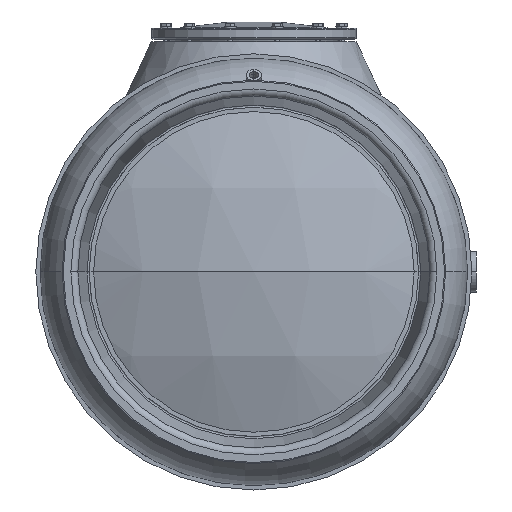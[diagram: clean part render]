
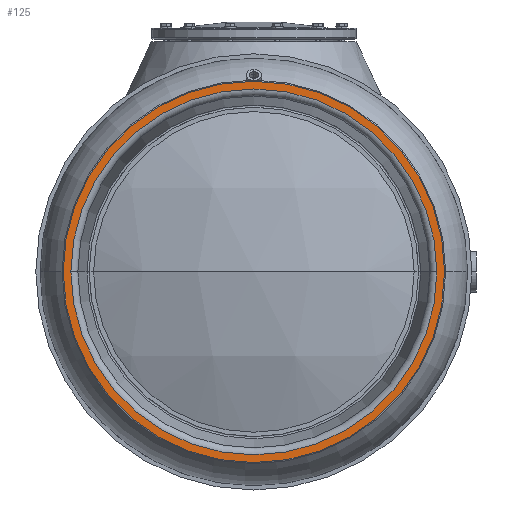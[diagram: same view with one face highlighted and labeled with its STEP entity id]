
A CAD part, front view. The second image highlights one B-rep face of the part: STEP entity #125.
In plain terms, the highlighted planar face has unit normal (0, -1, 0).
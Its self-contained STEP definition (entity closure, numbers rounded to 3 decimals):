
#125 = ADVANCED_FACE ( 'NONE', ( #5257, #20456 ), #14002, .F. ) ;
#188 = DIRECTION ( 'NONE',  ( 0., 1., 0. ) ) ;
#1366 = CARTESIAN_POINT ( 'NONE',  ( -348., 0., 0. ) ) ;
#2358 = DIRECTION ( 'NONE',  ( 0., -1., 0. ) ) ;
#2980 = AXIS2_PLACEMENT_3D ( 'NONE', #10259, #188, #3453 ) ;
#3453 = DIRECTION ( 'NONE',  ( 1., 0., 0. ) ) ;
#4044 = CARTESIAN_POINT ( 'NONE',  ( 0., 0., 0. ) ) ;
#4653 = CARTESIAN_POINT ( 'NONE',  ( -333.896, 0., 0. ) ) ;
#5257 = FACE_OUTER_BOUND ( 'NONE', #10101, .T. ) ;
#5730 = DIRECTION ( 'NONE',  ( 0., -1., 0. ) ) ;
#6803 = EDGE_CURVE ( 'NONE', #16289, #13436, #14124, .T. ) ;
#7126 = CARTESIAN_POINT ( 'NONE',  ( 348., 0., 0. ) ) ;
#7230 = CARTESIAN_POINT ( 'NONE',  ( 0., 0., 0. ) ) ;
#9028 = CIRCLE ( 'NONE', #14092, 333.896 ) ;
#9278 = DIRECTION ( 'NONE',  ( 1., 0., 0. ) ) ;
#9279 = CARTESIAN_POINT ( 'NONE',  ( 0., 0., 0. ) ) ;
#10101 = EDGE_LOOP ( 'NONE', ( #14426, #18046 ) ) ;
#10149 = CIRCLE ( 'NONE', #20997, 348. ) ;
#10259 = CARTESIAN_POINT ( 'NONE',  ( 0., 0., 0. ) ) ;
#10884 = ORIENTED_EDGE ( 'NONE', *, *, #6803, .F. ) ;
#12616 = DIRECTION ( 'NONE',  ( 1., 0., 0. ) ) ;
#12897 = EDGE_CURVE ( 'NONE', #16644, #20653, #10149, .T. ) ;
#12909 = DIRECTION ( 'NONE',  ( 1., 0., 0. ) ) ;
#13314 = ORIENTED_EDGE ( 'NONE', *, *, #20859, .T. ) ;
#13436 = VERTEX_POINT ( 'NONE', #4653 ) ;
#14002 = PLANE ( 'NONE',  #2980 ) ;
#14092 = AXIS2_PLACEMENT_3D ( 'NONE', #9279, #14614, #12909 ) ;
#14124 = CIRCLE ( 'NONE', #20279, 333.896 ) ;
#14251 = EDGE_LOOP ( 'NONE', ( #10884, #13314 ) ) ;
#14426 = ORIENTED_EDGE ( 'NONE', *, *, #20473, .F. ) ;
#14614 = DIRECTION ( 'NONE',  ( 0., 1., 0. ) ) ;
#15566 = DIRECTION ( 'NONE',  ( 0., 1., 0. ) ) ;
#16289 = VERTEX_POINT ( 'NONE', #20186 ) ;
#16644 = VERTEX_POINT ( 'NONE', #7126 ) ;
#17660 = DIRECTION ( 'NONE',  ( 1., 0., 0. ) ) ;
#18046 = ORIENTED_EDGE ( 'NONE', *, *, #12897, .T. ) ;
#18601 = CIRCLE ( 'NONE', #18974, 348. ) ;
#18974 = AXIS2_PLACEMENT_3D ( 'NONE', #19057, #15566, #12616 ) ;
#19057 = CARTESIAN_POINT ( 'NONE',  ( 0., 0., 0. ) ) ;
#20186 = CARTESIAN_POINT ( 'NONE',  ( 333.896, 0., 0. ) ) ;
#20279 = AXIS2_PLACEMENT_3D ( 'NONE', #7230, #5730, #17660 ) ;
#20456 = FACE_BOUND ( 'NONE', #14251, .T. ) ;
#20473 = EDGE_CURVE ( 'NONE', #16644, #20653, #18601, .T. ) ;
#20653 = VERTEX_POINT ( 'NONE', #1366 ) ;
#20859 = EDGE_CURVE ( 'NONE', #16289, #13436, #9028, .T. ) ;
#20997 = AXIS2_PLACEMENT_3D ( 'NONE', #4044, #2358, #9278 ) ;
